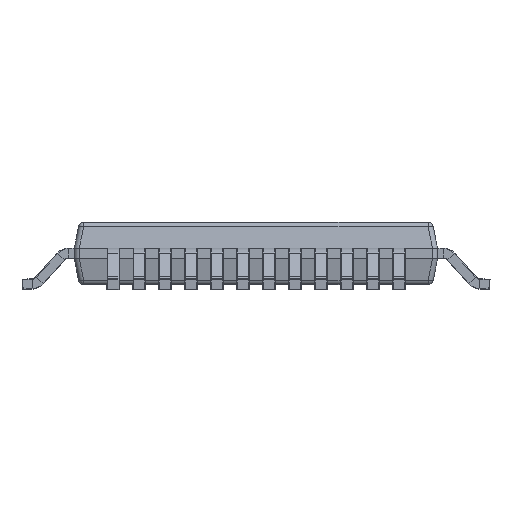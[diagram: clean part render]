
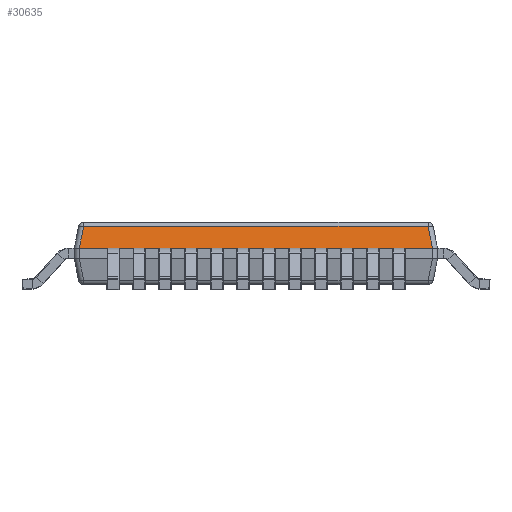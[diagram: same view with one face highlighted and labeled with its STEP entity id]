
A CAD part, left-side view. The second image highlights one B-rep face of the part: STEP entity #30635.
In plain terms, the highlighted planar face has unit normal (-0.981, 0, 0.196).
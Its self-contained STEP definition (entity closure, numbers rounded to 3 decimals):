
#1639 = VECTOR ( 'NONE', #103409, 1000. ) ;
#8781 = EDGE_CURVE ( 'NONE', #30027, #69468, #51168, .T. ) ;
#10154 = EDGE_CURVE ( 'NONE', #34452, #109746, #102181, .T. ) ;
#17329 = ORIENTED_EDGE ( 'NONE', *, *, #10154, .F. ) ;
#17573 = CARTESIAN_POINT ( 'NONE',  ( -3.4, 0., 1.3 ) ) ;
#18698 = LINE ( 'NONE', #121523, #55257 ) ;
#20127 = CARTESIAN_POINT ( 'NONE',  ( -3.5, 3.401, 0.8 ) ) ;
#22921 = AXIS2_PLACEMENT_3D ( 'NONE', #17573, #82172, #72946 ) ;
#30027 = VERTEX_POINT ( 'NONE', #33401 ) ;
#30635 = ADVANCED_FACE ( 'NONE', ( #36606 ), #44573, .T. ) ;
#31124 = CARTESIAN_POINT ( 'NONE',  ( -3.5, 3.402, 0.8 ) ) ;
#33401 = CARTESIAN_POINT ( 'NONE',  ( -3.416, -3.318, 1.22 ) ) ;
#34452 = VERTEX_POINT ( 'NONE', #94858 ) ;
#36606 = FACE_OUTER_BOUND ( 'NONE', #38693, .T. ) ;
#38549 = CARTESIAN_POINT ( 'NONE',  ( -3.5, 3.4, 0.8 ) ) ;
#38693 = EDGE_LOOP ( 'NONE', ( #62046, #39262, #17329, #115621, #109861, #119116 ) ) ;
#39262 = ORIENTED_EDGE ( 'NONE', *, *, #114553, .T. ) ;
#42827 = CARTESIAN_POINT ( 'NONE',  ( -3.5, 3.402, 0.8 ) ) ;
#44573 = PLANE ( 'NONE',  #22921 ) ;
#45604 = EDGE_CURVE ( 'NONE', #34452, #70541, #106459, .T. ) ;
#51168 = LINE ( 'NONE', #90052, #72006 ) ;
#53142 = CARTESIAN_POINT ( 'NONE',  ( -3.5, -3.402, 0.8 ) ) ;
#53537 = CARTESIAN_POINT ( 'NONE',  ( -3.5, -3.401, 0.8 ) ) ;
#55257 = VECTOR ( 'NONE', #76465, 1000. ) ;
#62046 = ORIENTED_EDGE ( 'NONE', *, *, #98076, .T. ) ;
#63914 = CARTESIAN_POINT ( 'NONE',  ( -3.416, 3.318, 1.22 ) ) ;
#65153 = CARTESIAN_POINT ( 'NONE',  ( -3.278, -3.18, 1.911 ) ) ;
#69468 = VERTEX_POINT ( 'NONE', #63914 ) ;
#70541 = VERTEX_POINT ( 'NONE', #53142 ) ;
#71518 = CARTESIAN_POINT ( 'NONE',  ( -3.5, -3.4, 0.8 ) ) ;
#72006 = VECTOR ( 'NONE', #79541, 1000. ) ;
#72946 = DIRECTION ( 'NONE',  ( 0., 1., 0. ) ) ;
#74402 = CARTESIAN_POINT ( 'NONE',  ( -3.5, 3.5, 0.8 ) ) ;
#76465 = DIRECTION ( 'NONE',  ( -0.192, 0.192, -0.962 ) ) ;
#77686 = VERTEX_POINT ( 'NONE', #42827 ) ;
#78666 = VECTOR ( 'NONE', #82376, 1000. ) ;
#79541 = DIRECTION ( 'NONE',  ( 0., 1., 0. ) ) ;
#82172 = DIRECTION ( 'NONE',  ( -0.981, 0., 0.196 ) ) ;
#82376 = DIRECTION ( 'NONE',  ( 0.192, 0.192, 0.962 ) ) ;
#85346 = CARTESIAN_POINT ( 'NONE',  ( -3.5, 3.401, 0.8 ) ) ;
#90052 = CARTESIAN_POINT ( 'NONE',  ( -3.416, 0., 1.22 ) ) ;
#94858 = CARTESIAN_POINT ( 'NONE',  ( -3.5, -3.4, 0.8 ) ) ;
#96570 = EDGE_CURVE ( 'NONE', #70541, #30027, #120595, .T. ) ;
#98076 = EDGE_CURVE ( 'NONE', #69468, #77686, #18698, .T. ) ;
#101649 = CARTESIAN_POINT ( 'NONE',  ( -3.5, 3.4, 0.8 ) ) ;
#101794 =( BOUNDED_CURVE ( )  B_SPLINE_CURVE ( 3, ( #31124, #20127, #85346, #38549 ),
 .UNSPECIFIED., .F., .F. ) 
 B_SPLINE_CURVE_WITH_KNOTS ( ( 4, 4 ),
 ( 6.264, 6.283 ),
 .UNSPECIFIED. ) 
 CURVE ( )  GEOMETRIC_REPRESENTATION_ITEM ( )  RATIONAL_B_SPLINE_CURVE ( ( 1., 1., 1., 1. ) ) 
 REPRESENTATION_ITEM ( '' )  );
#102181 = LINE ( 'NONE', #74402, #1639 ) ;
#103409 = DIRECTION ( 'NONE',  ( 0., 1., 0. ) ) ;
#106459 =( BOUNDED_CURVE ( )  B_SPLINE_CURVE ( 3, ( #71518, #118357, #53537, #118965 ),
 .UNSPECIFIED., .F., .F. ) 
 B_SPLINE_CURVE_WITH_KNOTS ( ( 4, 4 ),
 ( 0., 0.019 ),
 .UNSPECIFIED. ) 
 CURVE ( )  GEOMETRIC_REPRESENTATION_ITEM ( )  RATIONAL_B_SPLINE_CURVE ( ( 1., 1., 1., 1. ) ) 
 REPRESENTATION_ITEM ( '' )  );
#109746 = VERTEX_POINT ( 'NONE', #101649 ) ;
#109861 = ORIENTED_EDGE ( 'NONE', *, *, #96570, .T. ) ;
#114553 = EDGE_CURVE ( 'NONE', #77686, #109746, #101794, .T. ) ;
#115621 = ORIENTED_EDGE ( 'NONE', *, *, #45604, .T. ) ;
#118357 = CARTESIAN_POINT ( 'NONE',  ( -3.5, -3.401, 0.8 ) ) ;
#118965 = CARTESIAN_POINT ( 'NONE',  ( -3.5, -3.402, 0.8 ) ) ;
#119116 = ORIENTED_EDGE ( 'NONE', *, *, #8781, .T. ) ;
#120595 = LINE ( 'NONE', #65153, #78666 ) ;
#121523 = CARTESIAN_POINT ( 'NONE',  ( -3.278, 3.18, 1.911 ) ) ;
